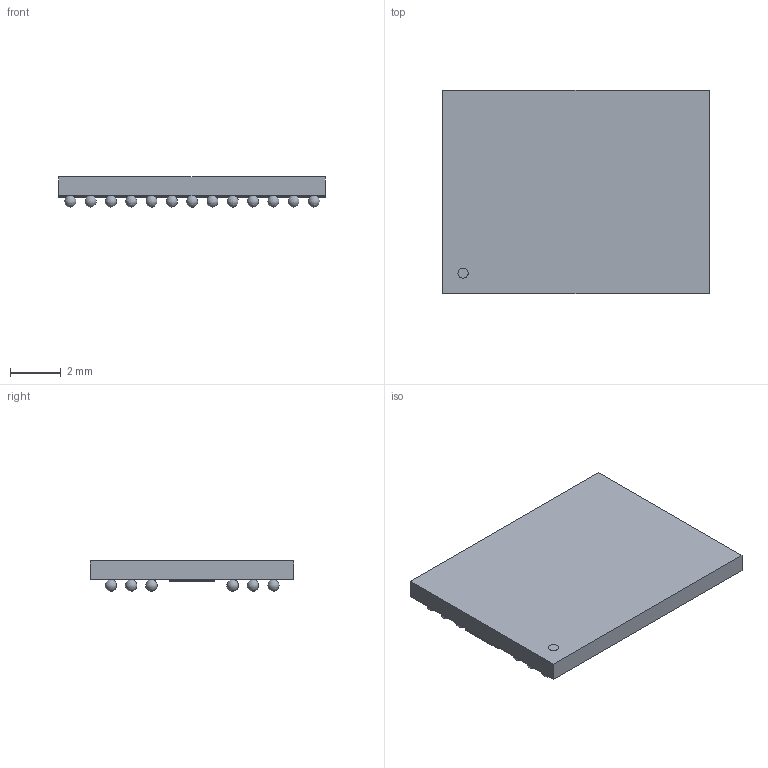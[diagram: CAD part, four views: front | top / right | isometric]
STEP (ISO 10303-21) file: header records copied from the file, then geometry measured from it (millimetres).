
FILE_DESCRIPTION(('FreeCAD Model'),'2;1');
FILE_NAME('BGA78C80P13X9_1050X800X120.step', '2021-04-01T17:54:56',('kicad StepUp'),('ksu MCAD'), 'Open CASCADE STEP processor 7.2','FreeCAD','Unknown');
FILE_SCHEMA(('AUTOMOTIVE_DESIGN { 1 0 10303 214 1 1 1 1 }'));
Length unit declared in the file: millimetre
Products named in the file (1): BGA78C80P13X9_1050X800X120
Bounding box: 10.5 x 8 x 1.2 mm (x, y, z)
Volume: 67.8 mm3; surface area: 325 mm2
Topology: 82 solids, 82 shells, 99 faces, 273 edges, 182 vertices
Faces by surface type: sphere 78, plane 20, cylinder 1
Full cylindrical faces by diameter (mm): 0.4 x1
Entity records: 2151 total; most frequent: CARTESIAN_POINT 244, DIRECTION 240, VERTEX_POINT 104, AXIS2_PLACEMENT_3D 102, ADVANCED_FACE 99, FACE_BOUND 99, STYLED_ITEM 99, PRESENTATION_STYLE_ASSIGNMENT 99
